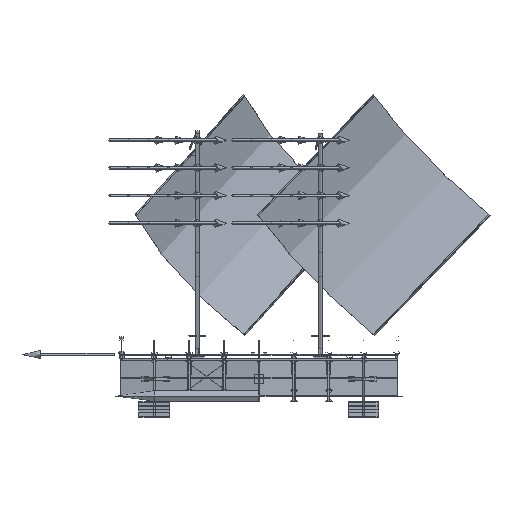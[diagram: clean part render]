
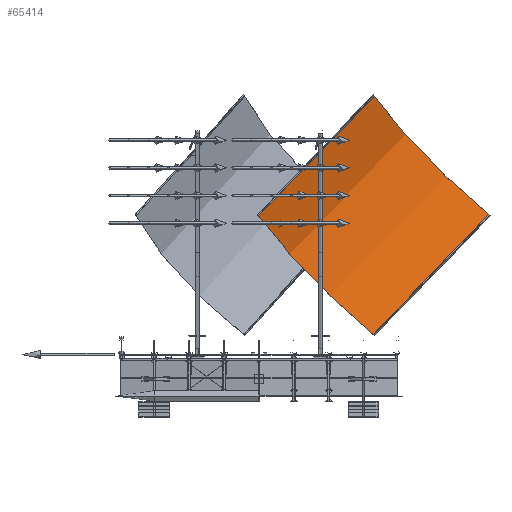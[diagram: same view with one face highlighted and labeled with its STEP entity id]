
A CAD part, left-side view. The second image highlights one B-rep face of the part: STEP entity #65414.
In plain terms, the highlighted cylindrical face has radius 4998 mm (diameter 9996 mm), a partial arc.
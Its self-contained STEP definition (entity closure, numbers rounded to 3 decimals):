
#65321 = VERTEX_POINT('',#65322);
#65322 = CARTESIAN_POINT('',(0.,2750.,-3.638));
#65330 = VERTEX_POINT('',#65331);
#65331 = CARTESIAN_POINT('',(0.,2750.,-5496.362));
#65337 = EDGE_CURVE('',#65321,#65330,#65338,.T.);
#65338 = CIRCLE('',#65339,4998.);
#65339 = AXIS2_PLACEMENT_3D('',#65340,#65341,#65342);
#65340 = CARTESIAN_POINT('',(-4175.823,2750.,-2750.));
#65341 = DIRECTION('',(0.,1.,0.));
#65342 = DIRECTION('',(0.,-0.,1.));
#65353 = VERTEX_POINT('',#65354);
#65354 = CARTESIAN_POINT('',(0.,-2750.,-5496.362));
#65362 = EDGE_CURVE('',#65353,#65330,#65363,.T.);
#65363 = LINE('',#65364,#65365);
#65364 = CARTESIAN_POINT('',(0.,-2750.,-5496.362));
#65365 = VECTOR('',#65366,1.);
#65366 = DIRECTION('',(0.,1.,0.));
#65377 = VERTEX_POINT('',#65378);
#65378 = CARTESIAN_POINT('',(0.,-2750.,-3.638));
#65386 = EDGE_CURVE('',#65377,#65353,#65387,.T.);
#65387 = CIRCLE('',#65388,4998.);
#65388 = AXIS2_PLACEMENT_3D('',#65389,#65390,#65391);
#65389 = CARTESIAN_POINT('',(-4175.823,-2750.,-2750.));
#65390 = DIRECTION('',(0.,1.,0.));
#65391 = DIRECTION('',(0.,-0.,1.));
#65402 = EDGE_CURVE('',#65377,#65321,#65403,.T.);
#65403 = LINE('',#65404,#65405);
#65404 = CARTESIAN_POINT('',(0.,-2750.,-3.638));
#65405 = VECTOR('',#65406,1.);
#65406 = DIRECTION('',(0.,1.,0.));
#65414 = ADVANCED_FACE('',(#65415),#65421,.F.);
#65415 = FACE_BOUND('',#65416,.F.);
#65416 = EDGE_LOOP('',(#65417,#65418,#65419,#65420));
#65417 = ORIENTED_EDGE('',*,*,#65337,.F.);
#65418 = ORIENTED_EDGE('',*,*,#65402,.F.);
#65419 = ORIENTED_EDGE('',*,*,#65386,.T.);
#65420 = ORIENTED_EDGE('',*,*,#65362,.T.);
#65421 = CYLINDRICAL_SURFACE('',#65422,4998.);
#65422 = AXIS2_PLACEMENT_3D('',#65423,#65424,#65425);
#65423 = CARTESIAN_POINT('',(-4175.823,-2750.,-2750.));
#65424 = DIRECTION('',(0.,1.,0.));
#65425 = DIRECTION('',(0.,-0.,1.));
